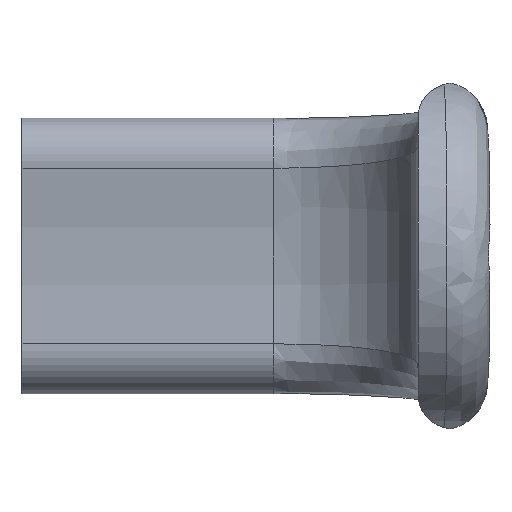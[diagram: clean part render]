
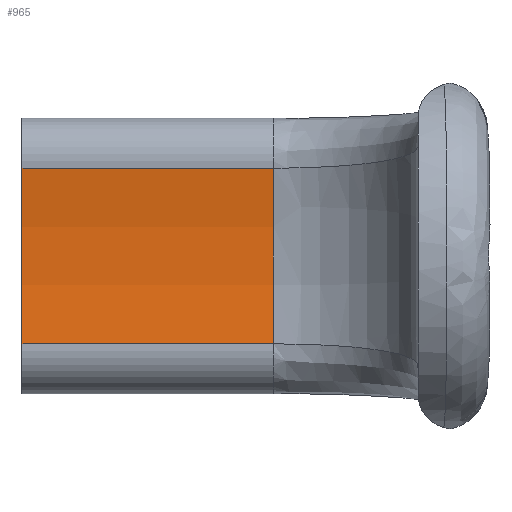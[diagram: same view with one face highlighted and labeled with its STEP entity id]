
A CAD part, front view. The second image highlights one B-rep face of the part: STEP entity #965.
In plain terms, the highlighted cylindrical face has radius 40 mm (diameter 80 mm), a partial arc.
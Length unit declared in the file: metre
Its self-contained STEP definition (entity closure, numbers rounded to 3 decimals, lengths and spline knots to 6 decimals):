
#82=CYLINDRICAL_SURFACE('',#1060,0.04);
#114=CIRCLE('',#1048,0.04);
#119=CIRCLE('',#1061,0.04);
#201=ORIENTED_EDGE('',*,*,#459,.T.);
#202=ORIENTED_EDGE('',*,*,#476,.T.);
#203=ORIENTED_EDGE('',*,*,#477,.T.);
#204=ORIENTED_EDGE('',*,*,#478,.T.);
#459=EDGE_CURVE('',#598,#597,#114,.T.);
#476=EDGE_CURVE('',#597,#612,#682,.F.);
#477=EDGE_CURVE('',#612,#613,#119,.F.);
#478=EDGE_CURVE('',#613,#598,#683,.T.);
#597=VERTEX_POINT('',#1560);
#598=VERTEX_POINT('',#1562);
#612=VERTEX_POINT('',#1597);
#613=VERTEX_POINT('',#1599);
#682=LINE('',#1596,#719);
#683=LINE('',#1600,#720);
#719=VECTOR('',#1221,1.);
#720=VECTOR('',#1224,1.);
#755=EDGE_LOOP('',(#201,#202,#203,#204));
#851=FACE_BOUND('',#755,.T.);
#965=ADVANCED_FACE('',(#851),#82,.F.);
#1048=AXIS2_PLACEMENT_3D('',#1561,#1187,#1188);
#1060=AXIS2_PLACEMENT_3D('',#1595,#1219,#1220);
#1061=AXIS2_PLACEMENT_3D('',#1598,#1222,#1223);
#1187=DIRECTION('',(-1.,0.,0.));
#1188=DIRECTION('',(0.,-1.,0.));
#1219=DIRECTION('',(-1.,0.,0.));
#1220=DIRECTION('',(0.,-1.,0.));
#1221=DIRECTION('',(-1.,0.,0.));
#1222=DIRECTION('',(-1.,0.,0.));
#1223=DIRECTION('',(0.,-1.,0.));
#1224=DIRECTION('',(-1.,0.,0.));
#1560=CARTESIAN_POINT('',(0.,0.039535,-0.00608));
#1561=CARTESIAN_POINT('',(0.,0.,0.));
#1562=CARTESIAN_POINT('',(0.,0.039535,0.00608));
#1595=CARTESIAN_POINT('',(0.0274,0.,0.));
#1596=CARTESIAN_POINT('',(0.0274,0.039535,-0.00608));
#1597=CARTESIAN_POINT('',(0.0174,0.039535,-0.00608));
#1598=CARTESIAN_POINT('',(0.0174,0.,0.));
#1599=CARTESIAN_POINT('',(0.0174,0.039535,0.00608));
#1600=CARTESIAN_POINT('',(0.0274,0.039535,0.00608));
